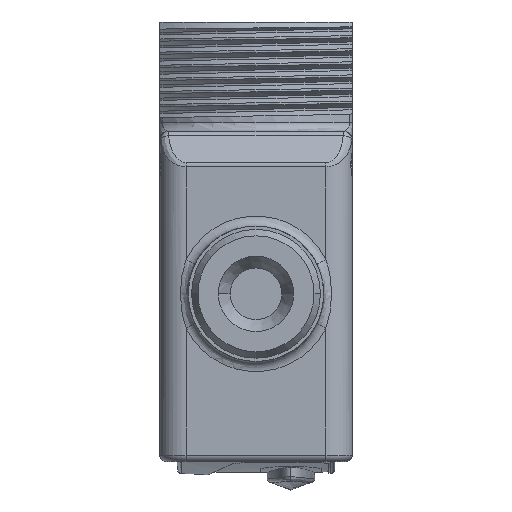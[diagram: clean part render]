
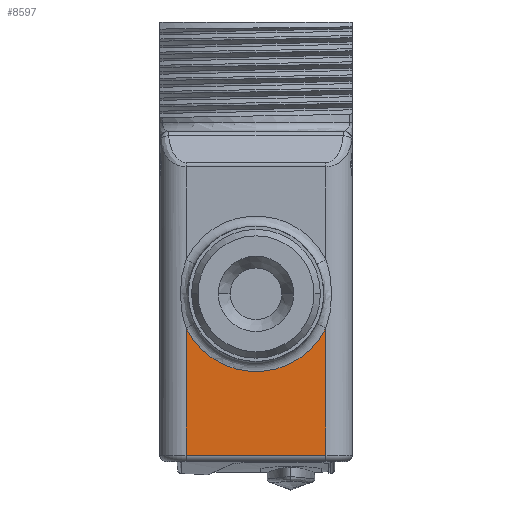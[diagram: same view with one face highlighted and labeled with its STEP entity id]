
A CAD part, front view. The second image highlights one B-rep face of the part: STEP entity #8597.
In plain terms, the highlighted planar face has unit normal (0, -1, 0).
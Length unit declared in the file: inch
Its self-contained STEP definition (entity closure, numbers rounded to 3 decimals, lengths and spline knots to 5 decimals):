
#1110=DIRECTION('',(0.,0.,-1.));
#1111=VECTOR('',#1110,0.57283);
#1112=CARTESIAN_POINT('',(-0.31496,0.,
-1.24016));
#1113=LINE('',#1112,#1111);
#1184=CARTESIAN_POINT('',(-0.31496,0.,
-1.24016));
#1190=DIRECTION('',(0.,0.,1.));
#1191=VECTOR('',#1190,0.57283);
#1192=CARTESIAN_POINT('',(0.31496,0.,-1.81299));
#1193=LINE('',#1192,#1191);
#1194=CARTESIAN_POINT('',(0.31496,0.,
-1.24016));
#1313=DIRECTION('',(-1.,0.,0.));
#1314=VECTOR('',#1313,0.62992);
#1315=CARTESIAN_POINT('',(0.31496,0.,-1.81299));
#1316=LINE('',#1315,#1314);
#2247=CARTESIAN_POINT('',(0.,0.,-1.08661));
#2248=DIRECTION('',(0.,1.,0.));
#2249=DIRECTION('',(0.899,0.,-0.438));
#2250=AXIS2_PLACEMENT_3D('',#2247,#2248,#2249);
#7016=VERTEX_POINT('',#1184);
#7022=VERTEX_POINT('',#1194);
#7800=CARTESIAN_POINT('',(0.31496,0.,-1.81299));
#7801=CARTESIAN_POINT('',(-0.31496,0.,-1.81299));
#7802=VERTEX_POINT('',#7800);
#7803=VERTEX_POINT('',#7801);
#8583=CARTESIAN_POINT('',(-0.43307,0.,-0.35433));
#8584=DIRECTION('',(0.,-1.,0.));
#8585=DIRECTION('',(1.,0.,0.));
#8586=AXIS2_PLACEMENT_3D('',#8583,#8584,#8585);
#8587=PLANE('',#8586);
#8589=ORIENTED_EDGE('',*,*,#8588,.F.);
#8591=ORIENTED_EDGE('',*,*,#8590,.T.);
#8592=ORIENTED_EDGE('',*,*,#8559,.F.);
#8594=ORIENTED_EDGE('',*,*,#8593,.F.);
#8595=EDGE_LOOP('',(#8589,#8591,#8592,#8594));
#8596=FACE_OUTER_BOUND('',#8595,.F.);
#8597=ADVANCED_FACE('',(#8596),#8587,.T.);
#2251=CIRCLE('',#2250,0.35039);
#8559=EDGE_CURVE('',#7016,#7803,#1113,.T.);
#8588=EDGE_CURVE('',#7802,#7022,#1193,.T.);
#8590=EDGE_CURVE('',#7802,#7803,#1316,.T.);
#8593=EDGE_CURVE('',#7022,#7016,#2251,.T.);
